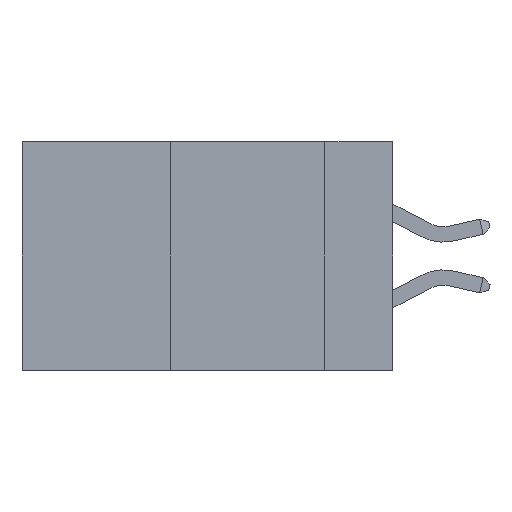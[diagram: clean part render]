
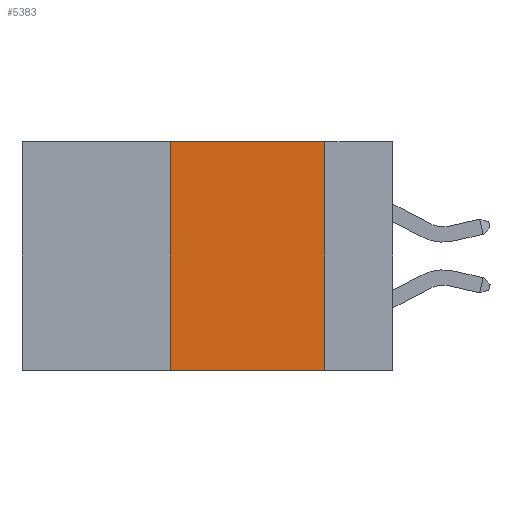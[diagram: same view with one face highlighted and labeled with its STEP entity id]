
A CAD part, left-side view. The second image highlights one B-rep face of the part: STEP entity #5383.
In plain terms, the highlighted planar face has unit normal (-1, 0, 0).
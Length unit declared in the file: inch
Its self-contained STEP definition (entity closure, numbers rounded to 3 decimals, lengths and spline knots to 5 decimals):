
#369 = ORIENTED_EDGE ( 'NONE', *, *, #5400, .F. ) ;
#587 = AXIS2_PLACEMENT_3D ( 'NONE', #2939, #4333, #4461 ) ;
#1966 = EDGE_LOOP ( 'NONE', ( #2802, #369, #9067, #3513 ) ) ;
#1981 = LINE ( 'NONE', #6573, #3224 ) ;
#2003 = VERTEX_POINT ( 'NONE', #4545 ) ;
#2802 = ORIENTED_EDGE ( 'NONE', *, *, #5647, .F. ) ;
#2939 = CARTESIAN_POINT ( 'NONE',  ( 0., 0.6, 0. ) ) ;
#3024 = EDGE_CURVE ( 'NONE', #3947, #4202, #1981, .T. ) ;
#3224 = VECTOR ( 'NONE', #5121, 39.37008 ) ;
#3393 = VECTOR ( 'NONE', #4395, 39.37008 ) ;
#3414 = CARTESIAN_POINT ( 'NONE',  ( 0., 0.11, 0. ) ) ;
#3513 = ORIENTED_EDGE ( 'NONE', *, *, #4924, .T. ) ;
#3847 = VECTOR ( 'NONE', #7566, 39.37008 ) ;
#3947 = VERTEX_POINT ( 'NONE', #5467 ) ;
#4142 = DIRECTION ( 'NONE',  ( 0., 0., -1. ) ) ;
#4202 = VERTEX_POINT ( 'NONE', #8140 ) ;
#4295 = LINE ( 'NONE', #7912, #3393 ) ;
#4333 = DIRECTION ( 'NONE',  ( 1., 0., 0. ) ) ;
#4363 = PLANE ( 'NONE',  #587 ) ;
#4395 = DIRECTION ( 'NONE',  ( 0., -1., 0. ) ) ;
#4461 = DIRECTION ( 'NONE',  ( 0., 0., -1. ) ) ;
#4522 = FACE_OUTER_BOUND ( 'NONE', #1966, .T. ) ;
#4545 = CARTESIAN_POINT ( 'NONE',  ( 0., 0.11, -0.37 ) ) ;
#4924 = EDGE_CURVE ( 'NONE', #3947, #2003, #6831, .T. ) ;
#4982 = CARTESIAN_POINT ( 'NONE',  ( 0., 0.6, -0.37 ) ) ;
#5121 = DIRECTION ( 'NONE',  ( 0., 0., 1. ) ) ;
#5383 = ADVANCED_FACE ( 'NONE', ( #4522 ), #4363, .F. ) ;
#5400 = EDGE_CURVE ( 'NONE', #4202, #8211, #4295, .T. ) ;
#5467 = CARTESIAN_POINT ( 'NONE',  ( 0., 0.36, -0.37 ) ) ;
#5647 = EDGE_CURVE ( 'NONE', #8211, #2003, #6360, .T. ) ;
#5657 = CARTESIAN_POINT ( 'NONE',  ( 0., 0.11, 0. ) ) ;
#6360 = LINE ( 'NONE', #3414, #7265 ) ;
#6573 = CARTESIAN_POINT ( 'NONE',  ( 0., 0.36, 0. ) ) ;
#6831 = LINE ( 'NONE', #4982, #3847 ) ;
#7265 = VECTOR ( 'NONE', #4142, 39.37008 ) ;
#7566 = DIRECTION ( 'NONE',  ( 0., -1., 0. ) ) ;
#7912 = CARTESIAN_POINT ( 'NONE',  ( 0., 0.6, 0. ) ) ;
#8140 = CARTESIAN_POINT ( 'NONE',  ( 0., 0.36, 0. ) ) ;
#8211 = VERTEX_POINT ( 'NONE', #5657 ) ;
#9067 = ORIENTED_EDGE ( 'NONE', *, *, #3024, .F. ) ;
